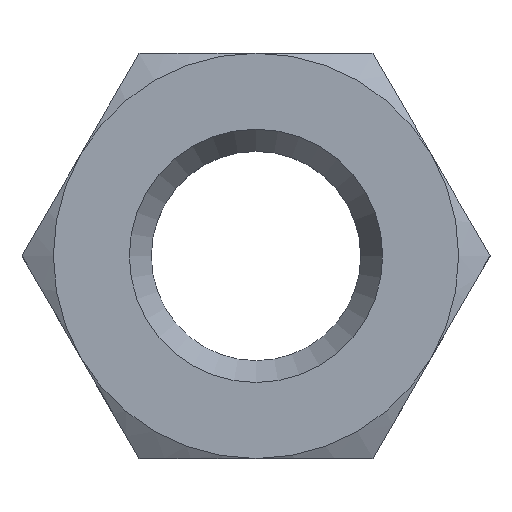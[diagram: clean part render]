
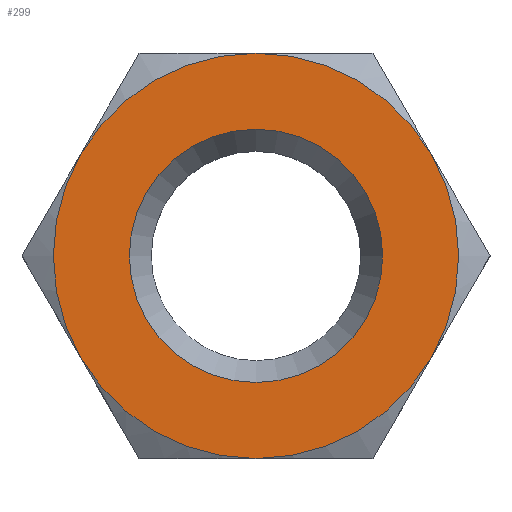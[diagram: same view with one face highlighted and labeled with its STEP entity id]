
A CAD part, top view. The second image highlights one B-rep face of the part: STEP entity #299.
In plain terms, the highlighted planar face has unit normal (0, 0, 1).
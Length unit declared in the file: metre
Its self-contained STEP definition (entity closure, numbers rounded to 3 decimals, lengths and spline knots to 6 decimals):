
#62=ORIENTED_EDGE('',*,*,#152,.F.);
#63=ORIENTED_EDGE('',*,*,#153,.T.);
#64=ORIENTED_EDGE('',*,*,#154,.T.);
#65=ORIENTED_EDGE('',*,*,#155,.T.);
#66=ORIENTED_EDGE('',*,*,#156,.T.);
#67=ORIENTED_EDGE('',*,*,#157,.T.);
#68=ORIENTED_EDGE('',*,*,#158,.T.);
#152=EDGE_CURVE('',#197,#197,#224,.T.);
#153=EDGE_CURVE('',#198,#199,#225,.T.);
#154=EDGE_CURVE('',#199,#200,#226,.T.);
#155=EDGE_CURVE('',#200,#201,#227,.T.);
#156=EDGE_CURVE('',#201,#202,#228,.T.);
#157=EDGE_CURVE('',#202,#203,#229,.T.);
#158=EDGE_CURVE('',#203,#198,#230,.T.);
#197=VERTEX_POINT('',#456);
#198=VERTEX_POINT('',#458);
#199=VERTEX_POINT('',#459);
#200=VERTEX_POINT('',#461);
#201=VERTEX_POINT('',#463);
#202=VERTEX_POINT('',#465);
#203=VERTEX_POINT('',#467);
#224=CIRCLE('',#335,0.0025);
#225=CIRCLE('',#336,0.004);
#226=CIRCLE('',#337,0.004);
#227=CIRCLE('',#338,0.004);
#228=CIRCLE('',#339,0.004);
#229=CIRCLE('',#340,0.004);
#230=CIRCLE('',#341,0.004);
#239=EDGE_LOOP('',(#62));
#240=EDGE_LOOP('',(#63,#64,#65,#66,#67,#68));
#265=FACE_BOUND('',#239,.T.);
#266=FACE_BOUND('',#240,.T.);
#291=PLANE('',#334);
#299=ADVANCED_FACE('',(#265,#266),#291,.T.);
#334=AXIS2_PLACEMENT_3D('',#454,#373,#374);
#335=AXIS2_PLACEMENT_3D('',#455,#375,#376);
#336=AXIS2_PLACEMENT_3D('',#457,#377,#378);
#337=AXIS2_PLACEMENT_3D('',#460,#379,#380);
#338=AXIS2_PLACEMENT_3D('',#462,#381,#382);
#339=AXIS2_PLACEMENT_3D('',#464,#383,#384);
#340=AXIS2_PLACEMENT_3D('',#466,#385,#386);
#341=AXIS2_PLACEMENT_3D('',#468,#387,#388);
#373=DIRECTION('',(0.,0.,1.));
#374=DIRECTION('',(1.,0.,0.));
#375=DIRECTION('',(0.,0.,1.));
#376=DIRECTION('',(1.,0.,0.));
#377=DIRECTION('',(0.,0.,1.));
#378=DIRECTION('',(1.,0.,0.));
#379=DIRECTION('',(0.,0.,1.));
#380=DIRECTION('',(1.,0.,0.));
#381=DIRECTION('',(0.,0.,1.));
#382=DIRECTION('',(1.,0.,0.));
#383=DIRECTION('',(0.,0.,1.));
#384=DIRECTION('',(1.,0.,0.));
#385=DIRECTION('',(0.,0.,1.));
#386=DIRECTION('',(1.,0.,0.));
#387=DIRECTION('',(0.,0.,1.));
#388=DIRECTION('',(1.,0.,0.));
#454=CARTESIAN_POINT('',(0.,0.,0.00135));
#455=CARTESIAN_POINT('',(0.,0.,0.00135));
#456=CARTESIAN_POINT('',(0.0025,0.,0.00135));
#457=CARTESIAN_POINT('',(0.,0.,0.00135));
#458=CARTESIAN_POINT('',(0.003464,-0.002,0.00135));
#459=CARTESIAN_POINT('',(0.003464,0.002,0.00135));
#460=CARTESIAN_POINT('',(0.,0.,0.00135));
#461=CARTESIAN_POINT('',(0.,0.004,0.00135));
#462=CARTESIAN_POINT('',(0.,0.,0.00135));
#463=CARTESIAN_POINT('',(-0.003464,0.002,0.00135));
#464=CARTESIAN_POINT('',(0.,0.,0.00135));
#465=CARTESIAN_POINT('',(-0.003464,-0.002,0.00135));
#466=CARTESIAN_POINT('',(0.,0.,0.00135));
#467=CARTESIAN_POINT('',(0.,-0.004,0.00135));
#468=CARTESIAN_POINT('',(0.,0.,0.00135));
